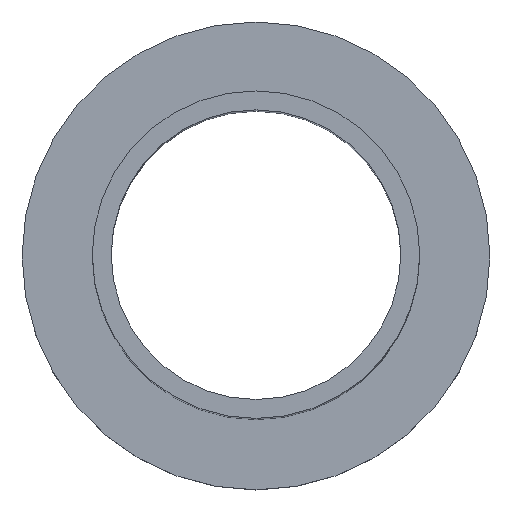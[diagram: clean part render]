
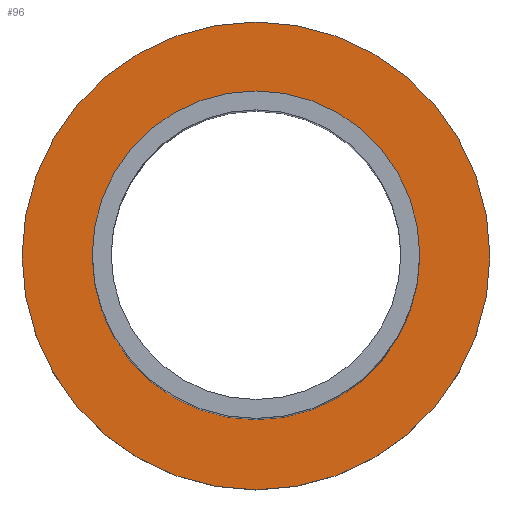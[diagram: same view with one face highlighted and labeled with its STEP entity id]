
A CAD part, top view. The second image highlights one B-rep face of the part: STEP entity #96.
In plain terms, the highlighted planar face has unit normal (0, 0, 1).
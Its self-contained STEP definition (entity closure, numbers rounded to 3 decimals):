
#16=FACE_BOUND('',#34,.T.);
#20=PLANE('',#120);
#25=FACE_OUTER_BOUND('',#33,.T.);
#33=EDGE_LOOP('',(#77));
#34=EDGE_LOOP('',(#78));
#48=CIRCLE('',#117,5.);
#50=CIRCLE('',#121,3.5);
#55=VERTEX_POINT('',#166);
#57=VERTEX_POINT('',#173);
#63=EDGE_CURVE('',#55,#55,#48,.T.);
#65=EDGE_CURVE('',#57,#57,#50,.T.);
#77=ORIENTED_EDGE('',*,*,#63,.T.);
#78=ORIENTED_EDGE('',*,*,#65,.T.);
#96=ADVANCED_FACE('',(#25,#16),#20,.T.);
#117=AXIS2_PLACEMENT_3D('',#168,#136,#137);
#120=AXIS2_PLACEMENT_3D('',#172,#142,#143);
#121=AXIS2_PLACEMENT_3D('',#174,#144,#145);
#136=DIRECTION('center_axis',(0.,0.,1.));
#137=DIRECTION('ref_axis',(1.,0.,0.));
#142=DIRECTION('center_axis',(0.,0.,1.));
#143=DIRECTION('ref_axis',(1.,0.,0.));
#144=DIRECTION('center_axis',(0.,0.,-1.));
#145=DIRECTION('ref_axis',(1.,0.,0.));
#166=CARTESIAN_POINT('',(-5.,0.,1.5));
#168=CARTESIAN_POINT('Origin',(0.,0.,1.5));
#172=CARTESIAN_POINT('Origin',(0.,0.,1.5));
#173=CARTESIAN_POINT('',(-3.5,0.,1.5));
#174=CARTESIAN_POINT('Origin',(0.,0.,1.5));
